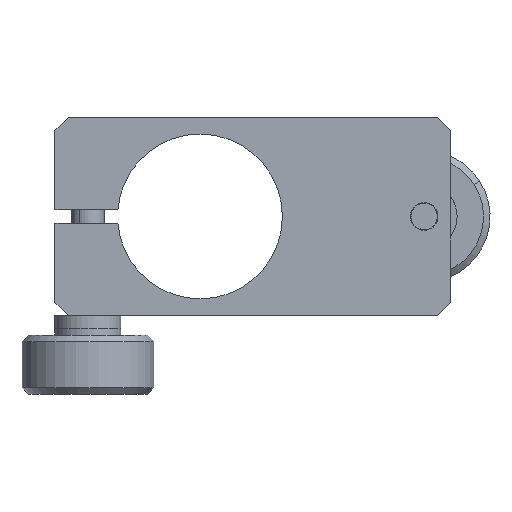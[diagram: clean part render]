
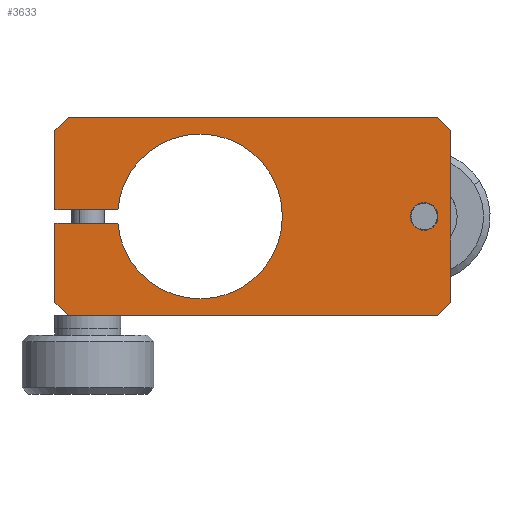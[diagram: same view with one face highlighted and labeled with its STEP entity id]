
A CAD part, front view. The second image highlights one B-rep face of the part: STEP entity #3633.
In plain terms, the highlighted planar face has unit normal (0, -1, 0).
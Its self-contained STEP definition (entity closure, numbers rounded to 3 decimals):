
#25 = CIRCLE ( 'NONE', #3086, 12.5 ) ;
#39 = VECTOR ( 'NONE', #2600, 1000. ) ;
#104 = EDGE_CURVE ( 'NONE', #3085, #686, #3593, .T. ) ;
#115 = VERTEX_POINT ( 'NONE', #1166 ) ;
#116 = DIRECTION ( 'NONE',  ( 0., 1., 0. ) ) ;
#133 = CARTESIAN_POINT ( 'NONE',  ( -35.435, -9.033, 61. ) ) ;
#174 = ORIENTED_EDGE ( 'NONE', *, *, #3408, .T. ) ;
#307 = DIRECTION ( 'NONE',  ( 0., 1., 0. ) ) ;
#324 = DIRECTION ( 'NONE',  ( 0., 0., 1. ) ) ;
#367 = DIRECTION ( 'NONE',  ( 0.707, 0., -0.707 ) ) ;
#373 = EDGE_LOOP ( 'NONE', ( #3034, #3837, #4594, #2027, #3330, #4899, #1720, #174, #4245, #1182, #2234, #2239, #2657, #4212 ) ) ;
#497 = CARTESIAN_POINT ( 'NONE',  ( 24.565, -9.033, 45. ) ) ;
#574 = VECTOR ( 'NONE', #2656, 1000. ) ;
#589 = VECTOR ( 'NONE', #1797, 1000. ) ;
#591 = CARTESIAN_POINT ( 'NONE',  ( -5.435, -9.033, 60. ) ) ;
#620 = CARTESIAN_POINT ( 'NONE',  ( -13.435, -9.033, 60. ) ) ;
#654 = DIRECTION ( 'NONE',  ( -0.707, 0., -0.707 ) ) ;
#658 = LINE ( 'NONE', #497, #5075 ) ;
#660 = DIRECTION ( 'NONE',  ( 0., 0., 1. ) ) ;
#663 = AXIS2_PLACEMENT_3D ( 'NONE', #620, #4533, #3359 ) ;
#686 = VERTEX_POINT ( 'NONE', #2171 ) ;
#775 = VECTOR ( 'NONE', #5064, 1000. ) ;
#880 = VECTOR ( 'NONE', #367, 1000. ) ;
#939 = DIRECTION ( 'NONE',  ( 0., 0., -1. ) ) ;
#945 = CARTESIAN_POINT ( 'NONE',  ( 20.565, -9.033, 57.9 ) ) ;
#980 = AXIS2_PLACEMENT_3D ( 'NONE', #4872, #116, #2867 ) ;
#1103 = VERTEX_POINT ( 'NONE', #4388 ) ;
#1126 = DIRECTION ( 'NONE',  ( 0., 1., 0. ) ) ;
#1166 = CARTESIAN_POINT ( 'NONE',  ( -25.895, -9.033, 61. ) ) ;
#1167 = VERTEX_POINT ( 'NONE', #4132 ) ;
#1182 = ORIENTED_EDGE ( 'NONE', *, *, #4301, .T. ) ;
#1191 = CARTESIAN_POINT ( 'NONE',  ( -49.138, -9.033, 59. ) ) ;
#1203 = DIRECTION ( 'NONE',  ( 0.707, 0., 0.707 ) ) ;
#1254 = EDGE_CURVE ( 'NONE', #3085, #115, #1876, .T. ) ;
#1286 = EDGE_CURVE ( 'NONE', #3677, #686, #2049, .T. ) ;
#1330 = CARTESIAN_POINT ( 'NONE',  ( -33.435, -9.033, 45. ) ) ;
#1343 = CARTESIAN_POINT ( 'NONE',  ( 20.565, -9.033, 62.1 ) ) ;
#1377 = CARTESIAN_POINT ( 'NONE',  ( -35.435, -9.033, 45. ) ) ;
#1495 = DIRECTION ( 'NONE',  ( 0., 0., 1. ) ) ;
#1582 = LINE ( 'NONE', #1377, #589 ) ;
#1622 = LINE ( 'NONE', #1861, #574 ) ;
#1664 = VECTOR ( 'NONE', #654, 1000. ) ;
#1677 = EDGE_CURVE ( 'NONE', #1715, #2812, #658, .T. ) ;
#1678 = VERTEX_POINT ( 'NONE', #1343 ) ;
#1702 = VECTOR ( 'NONE', #2109, 1000. ) ;
#1715 = VERTEX_POINT ( 'NONE', #3003 ) ;
#1720 = ORIENTED_EDGE ( 'NONE', *, *, #4694, .F. ) ;
#1762 = CARTESIAN_POINT ( 'NONE',  ( -33.435, -9.033, 75. ) ) ;
#1797 = DIRECTION ( 'NONE',  ( -1., 0., 0. ) ) ;
#1839 = CARTESIAN_POINT ( 'NONE',  ( 24.565, -9.033, 73. ) ) ;
#1861 = CARTESIAN_POINT ( 'NONE',  ( -35.435, -9.033, 45. ) ) ;
#1876 = LINE ( 'NONE', #3471, #2968 ) ;
#1896 = FACE_OUTER_BOUND ( 'NONE', #373, .T. ) ;
#1903 = EDGE_CURVE ( 'NONE', #3989, #1678, #2085, .T. ) ;
#1948 = DIRECTION ( 'NONE',  ( 0., 0., 1. ) ) ;
#1967 = EDGE_CURVE ( 'NONE', #3677, #4089, #2932, .T. ) ;
#1975 = VERTEX_POINT ( 'NONE', #4599 ) ;
#1997 = CARTESIAN_POINT ( 'NONE',  ( 22.565, -9.033, 45. ) ) ;
#2004 = AXIS2_PLACEMENT_3D ( 'NONE', #2689, #1126, #324 ) ;
#2027 = ORIENTED_EDGE ( 'NONE', *, *, #4780, .T. ) ;
#2041 = ORIENTED_EDGE ( 'NONE', *, *, #1903, .T. ) ;
#2049 = LINE ( 'NONE', #3490, #1664 ) ;
#2085 = CIRCLE ( 'NONE', #2004, 2.1 ) ;
#2109 = DIRECTION ( 'NONE',  ( -1., 0., 0. ) ) ;
#2171 = CARTESIAN_POINT ( 'NONE',  ( -35.435, -9.033, 73. ) ) ;
#2234 = ORIENTED_EDGE ( 'NONE', *, *, #1677, .F. ) ;
#2239 = ORIENTED_EDGE ( 'NONE', *, *, #3746, .T. ) ;
#2325 = EDGE_CURVE ( 'NONE', #1103, #4582, #1582, .T. ) ;
#2346 = CIRCLE ( 'NONE', #663, 12.5 ) ;
#2366 = VERTEX_POINT ( 'NONE', #3332 ) ;
#2380 = LINE ( 'NONE', #1997, #3895 ) ;
#2568 = CIRCLE ( 'NONE', #3820, 12.5 ) ;
#2600 = DIRECTION ( 'NONE',  ( -0.707, 0., 0.707 ) ) ;
#2612 = EDGE_CURVE ( 'NONE', #1975, #4967, #4234, .T. ) ;
#2630 = VERTEX_POINT ( 'NONE', #4337 ) ;
#2656 = DIRECTION ( 'NONE',  ( 0., 0., 1. ) ) ;
#2657 = ORIENTED_EDGE ( 'NONE', *, *, #1967, .F. ) ;
#2689 = CARTESIAN_POINT ( 'NONE',  ( 20.565, -9.033, 60. ) ) ;
#2786 = CARTESIAN_POINT ( 'NONE',  ( 24.565, -9.033, 47. ) ) ;
#2812 = VERTEX_POINT ( 'NONE', #2786 ) ;
#2867 = DIRECTION ( 'NONE',  ( 0., 0., 1. ) ) ;
#2932 = LINE ( 'NONE', #4264, #775 ) ;
#2968 = VECTOR ( 'NONE', #4991, 1000. ) ;
#3003 = CARTESIAN_POINT ( 'NONE',  ( 24.565, -9.033, 73. ) ) ;
#3034 = ORIENTED_EDGE ( 'NONE', *, *, #104, .F. ) ;
#3045 = AXIS2_PLACEMENT_3D ( 'NONE', #591, #3733, #4480 ) ;
#3085 = VERTEX_POINT ( 'NONE', #133 ) ;
#3086 = AXIS2_PLACEMENT_3D ( 'NONE', #4266, #307, #1948 ) ;
#3148 = EDGE_CURVE ( 'NONE', #2630, #1975, #2346, .T. ) ;
#3241 = LINE ( 'NONE', #3894, #880 ) ;
#3330 = ORIENTED_EDGE ( 'NONE', *, *, #3148, .T. ) ;
#3332 = CARTESIAN_POINT ( 'NONE',  ( -13.435, -9.033, 72.5 ) ) ;
#3359 = DIRECTION ( 'NONE',  ( 0., 0., 1. ) ) ;
#3403 = CARTESIAN_POINT ( 'NONE',  ( -13.435, -9.033, 60. ) ) ;
#3408 = EDGE_CURVE ( 'NONE', #1167, #4582, #3241, .T. ) ;
#3412 = CARTESIAN_POINT ( 'NONE',  ( 22.565, -9.033, 75. ) ) ;
#3471 = CARTESIAN_POINT ( 'NONE',  ( -49.138, -9.033, 61. ) ) ;
#3490 = CARTESIAN_POINT ( 'NONE',  ( -33.435, -9.033, 75. ) ) ;
#3542 = VECTOR ( 'NONE', #1495, 1000. ) ;
#3593 = LINE ( 'NONE', #4580, #3542 ) ;
#3633 = ADVANCED_FACE ( 'NONE', ( #4061, #1896 ), #3706, .F. ) ;
#3677 = VERTEX_POINT ( 'NONE', #1762 ) ;
#3706 = PLANE ( 'NONE',  #3045 ) ;
#3711 = EDGE_CURVE ( 'NONE', #115, #2366, #2568, .T. ) ;
#3733 = DIRECTION ( 'NONE',  ( 0., 1., 0. ) ) ;
#3746 = EDGE_CURVE ( 'NONE', #1715, #4089, #5008, .T. ) ;
#3820 = AXIS2_PLACEMENT_3D ( 'NONE', #3403, #4152, #660 ) ;
#3837 = ORIENTED_EDGE ( 'NONE', *, *, #1254, .T. ) ;
#3894 = CARTESIAN_POINT ( 'NONE',  ( -35.435, -9.033, 47. ) ) ;
#3895 = VECTOR ( 'NONE', #1203, 1000. ) ;
#3986 = EDGE_CURVE ( 'NONE', #1678, #3989, #4306, .T. ) ;
#3989 = VERTEX_POINT ( 'NONE', #945 ) ;
#4061 = FACE_BOUND ( 'NONE', #4708, .T. ) ;
#4089 = VERTEX_POINT ( 'NONE', #3412 ) ;
#4132 = CARTESIAN_POINT ( 'NONE',  ( -35.435, -9.033, 47. ) ) ;
#4152 = DIRECTION ( 'NONE',  ( 0., 1., 0. ) ) ;
#4212 = ORIENTED_EDGE ( 'NONE', *, *, #1286, .T. ) ;
#4234 = LINE ( 'NONE', #1191, #1702 ) ;
#4245 = ORIENTED_EDGE ( 'NONE', *, *, #2325, .F. ) ;
#4264 = CARTESIAN_POINT ( 'NONE',  ( -35.435, -9.033, 75. ) ) ;
#4266 = CARTESIAN_POINT ( 'NONE',  ( -13.435, -9.033, 60. ) ) ;
#4301 = EDGE_CURVE ( 'NONE', #1103, #2812, #2380, .T. ) ;
#4306 = CIRCLE ( 'NONE', #980, 2.1 ) ;
#4337 = CARTESIAN_POINT ( 'NONE',  ( -13.435, -9.033, 47.5 ) ) ;
#4388 = CARTESIAN_POINT ( 'NONE',  ( 22.565, -9.033, 45. ) ) ;
#4480 = DIRECTION ( 'NONE',  ( 0., 0., 1. ) ) ;
#4514 = CARTESIAN_POINT ( 'NONE',  ( -35.435, -9.033, 59. ) ) ;
#4533 = DIRECTION ( 'NONE',  ( 0., 1., 0. ) ) ;
#4580 = CARTESIAN_POINT ( 'NONE',  ( -35.435, -9.033, 45. ) ) ;
#4582 = VERTEX_POINT ( 'NONE', #1330 ) ;
#4594 = ORIENTED_EDGE ( 'NONE', *, *, #3711, .T. ) ;
#4599 = CARTESIAN_POINT ( 'NONE',  ( -25.895, -9.033, 59. ) ) ;
#4694 = EDGE_CURVE ( 'NONE', #1167, #4967, #1622, .T. ) ;
#4708 = EDGE_LOOP ( 'NONE', ( #4862, #2041 ) ) ;
#4780 = EDGE_CURVE ( 'NONE', #2366, #2630, #25, .T. ) ;
#4862 = ORIENTED_EDGE ( 'NONE', *, *, #3986, .T. ) ;
#4872 = CARTESIAN_POINT ( 'NONE',  ( 20.565, -9.033, 60. ) ) ;
#4899 = ORIENTED_EDGE ( 'NONE', *, *, #2612, .T. ) ;
#4967 = VERTEX_POINT ( 'NONE', #4514 ) ;
#4991 = DIRECTION ( 'NONE',  ( 1., 0., 0. ) ) ;
#5008 = LINE ( 'NONE', #1839, #39 ) ;
#5064 = DIRECTION ( 'NONE',  ( 1., 0., 0. ) ) ;
#5075 = VECTOR ( 'NONE', #939, 1000. ) ;
